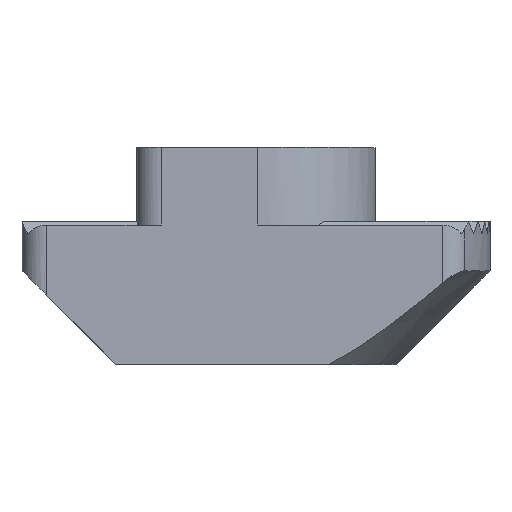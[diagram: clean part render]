
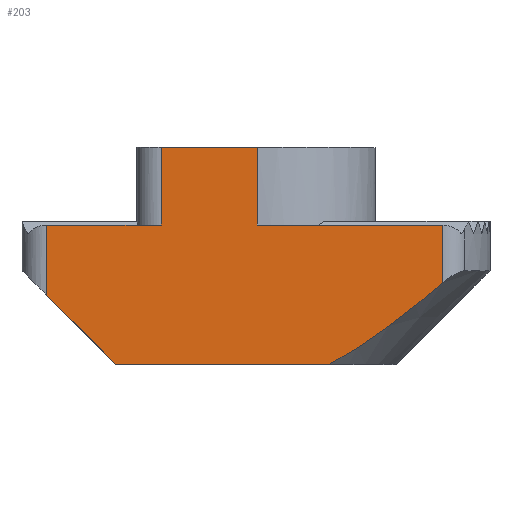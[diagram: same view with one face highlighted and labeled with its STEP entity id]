
A CAD part, top view. The second image highlights one B-rep face of the part: STEP entity #203.
In plain terms, the highlighted planar face has unit normal (0, 0, 1).
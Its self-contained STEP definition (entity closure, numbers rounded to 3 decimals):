
#203 = ADVANCED_FACE( '', ( #412 ), #413, .F. );
#412 = FACE_OUTER_BOUND( '', #619, .T. );
#413 = PLANE( '', #620 );
#619 = EDGE_LOOP( '', ( #1178, #1179, #1180, #1181, #1182, #1183, #1184, #1185, #1186, #1187 ) );
#620 = AXIS2_PLACEMENT_3D( '', #1188, #1189, #1190 );
#1178 = ORIENTED_EDGE( '', *, *, #1496, .T. );
#1179 = ORIENTED_EDGE( '', *, *, #1463, .F. );
#1180 = ORIENTED_EDGE( '', *, *, #1497, .T. );
#1181 = ORIENTED_EDGE( '', *, *, #1380, .F. );
#1182 = ORIENTED_EDGE( '', *, *, #1403, .F. );
#1183 = ORIENTED_EDGE( '', *, *, #1498, .T. );
#1184 = ORIENTED_EDGE( '', *, *, #1347, .F. );
#1185 = ORIENTED_EDGE( '', *, *, #1399, .F. );
#1186 = ORIENTED_EDGE( '', *, *, #1424, .F. );
#1187 = ORIENTED_EDGE( '', *, *, #1479, .F. );
#1188 = CARTESIAN_POINT( '', ( 9.5, 5.8, 4.85 ) );
#1189 = DIRECTION( '', ( 0., 0., -1. ) );
#1190 = DIRECTION( '', ( -1., 0., 0. ) );
#1347 = EDGE_CURVE( '', #1651, #1653, #1654, .T. );
#1380 = EDGE_CURVE( '', #1704, #1698, #1706, .T. );
#1399 = EDGE_CURVE( '', #1730, #1651, #1732, .T. );
#1403 = EDGE_CURVE( '', #1735, #1704, #1737, .T. );
#1424 = EDGE_CURVE( '', #1770, #1730, #1772, .T. );
#1463 = EDGE_CURVE( '', #1822, #1823, #1824, .T. );
#1479 = EDGE_CURVE( '', #1842, #1770, #1844, .T. );
#1496 = EDGE_CURVE( '', #1842, #1823, #1861, .T. );
#1497 = EDGE_CURVE( '', #1822, #1698, #1862, .T. );
#1498 = EDGE_CURVE( '', #1735, #1653, #1863, .T. );
#1651 = VERTEX_POINT( '', #2062 );
#1653 = VERTEX_POINT( '', #2064 );
#1654 = LINE( '', #2065, #2066 );
#1698 = VERTEX_POINT( '', #2141 );
#1704 = VERTEX_POINT( '', #2149 );
#1706 = LINE( '', #2152, #2153 );
#1730 = VERTEX_POINT( '', #2185 );
#1732 = LINE( '', #2187, #2188 );
#1735 = VERTEX_POINT( '', #2191 );
#1737 = LINE( '', #2193, #2194 );
#1770 = VERTEX_POINT( '', #2236 );
#1772 = LINE( '', #2238, #2239 );
#1822 = VERTEX_POINT( '', #2304 );
#1823 = VERTEX_POINT( '', #2305 );
#1824 = LINE( '', #2306, #2307 );
#1842 = VERTEX_POINT( '', #2329 );
#1844 = LINE( '', #2331, #2332 );
#1861 = LINE( '', #2349, #2350 );
#1862 = LINE( '', #2351, #2352 );
#1863 = B_SPLINE_CURVE_WITH_KNOTS( '', 3, ( #2353, #2354, #2355, #2356, #2357, #2358, #2359, #2360 ), .UNSPECIFIED., .F., .F., ( 4, 2, 2, 4 ), ( 0.01, 0.011, 0.013, 0.016 ), .UNSPECIFIED. );
#2062 = CARTESIAN_POINT( '', ( 7.578, 5.65, 4.85 ) );
#2064 = CARTESIAN_POINT( '', ( 7.578, 3.297, 4.85 ) );
#2065 = CARTESIAN_POINT( '', ( 7.578, 5.8, 4.85 ) );
#2066 = VECTOR( '', #2485, 1000. );
#2141 = CARTESIAN_POINT( '', ( -8.5, 2.8, 4.85 ) );
#2149 = CARTESIAN_POINT( '', ( -5.7, 0., 4.85 ) );
#2152 = CARTESIAN_POINT( '', ( -5.7, 0., 4.85 ) );
#2153 = VECTOR( '', #2518, 1000. );
#2185 = CARTESIAN_POINT( '', ( 0.05, 5.65, 4.85 ) );
#2187 = CARTESIAN_POINT( '', ( 9.5, 5.65, 4.85 ) );
#2188 = VECTOR( '', #2542, 1000. );
#2191 = CARTESIAN_POINT( '', ( 2.995, 0., 4.85 ) );
#2193 = CARTESIAN_POINT( '', ( 9.5, 0., 4.85 ) );
#2194 = VECTOR( '', #2549, 1000. );
#2236 = CARTESIAN_POINT( '', ( 0.05, 8.8, 4.85 ) );
#2238 = CARTESIAN_POINT( '', ( 0.05, 8.8, 4.85 ) );
#2239 = VECTOR( '', #2586, 1000. );
#2304 = CARTESIAN_POINT( '', ( -8.5, 5.65, 4.85 ) );
#2305 = CARTESIAN_POINT( '', ( -3.85, 5.65, 4.85 ) );
#2306 = CARTESIAN_POINT( '', ( 9.5, 5.65, 4.85 ) );
#2307 = VECTOR( '', #2638, 1000. );
#2329 = CARTESIAN_POINT( '', ( -3.85, 8.8, 4.85 ) );
#2331 = CARTESIAN_POINT( '', ( -3.85, 8.8, 4.85 ) );
#2332 = VECTOR( '', #2658, 1000. );
#2349 = CARTESIAN_POINT( '', ( -3.85, 8.8, 4.85 ) );
#2350 = VECTOR( '', #2674, 1000. );
#2351 = CARTESIAN_POINT( '', ( -8.5, 5.8, 4.85 ) );
#2352 = VECTOR( '', #2675, 1000. );
#2353 = CARTESIAN_POINT( '', ( 2.995, 0., 4.85 ) );
#2354 = CARTESIAN_POINT( '', ( 3.412, 0.22, 4.85 ) );
#2355 = CARTESIAN_POINT( '', ( 3.819, 0.466, 4.85 ) );
#2356 = CARTESIAN_POINT( '', ( 4.611, 0.985, 4.85 ) );
#2357 = CARTESIAN_POINT( '', ( 4.996, 1.258, 4.85 ) );
#2358 = CARTESIAN_POINT( '', ( 6.13, 2.1, 4.85 ) );
#2359 = CARTESIAN_POINT( '', ( 6.859, 2.692, 4.85 ) );
#2360 = CARTESIAN_POINT( '', ( 7.578, 3.297, 4.85 ) );
#2485 = DIRECTION( '', ( 0., -1., 0. ) );
#2518 = DIRECTION( '', ( -0.707, 0.707, 0. ) );
#2542 = DIRECTION( '', ( 1., 0., 0. ) );
#2549 = DIRECTION( '', ( -1., 0., 0. ) );
#2586 = DIRECTION( '', ( 0., -1., 0. ) );
#2638 = DIRECTION( '', ( 1., 0., 0. ) );
#2658 = DIRECTION( '', ( 1., 0., 0. ) );
#2674 = DIRECTION( '', ( 0., -1., 0. ) );
#2675 = DIRECTION( '', ( 0., -1., 0. ) );
